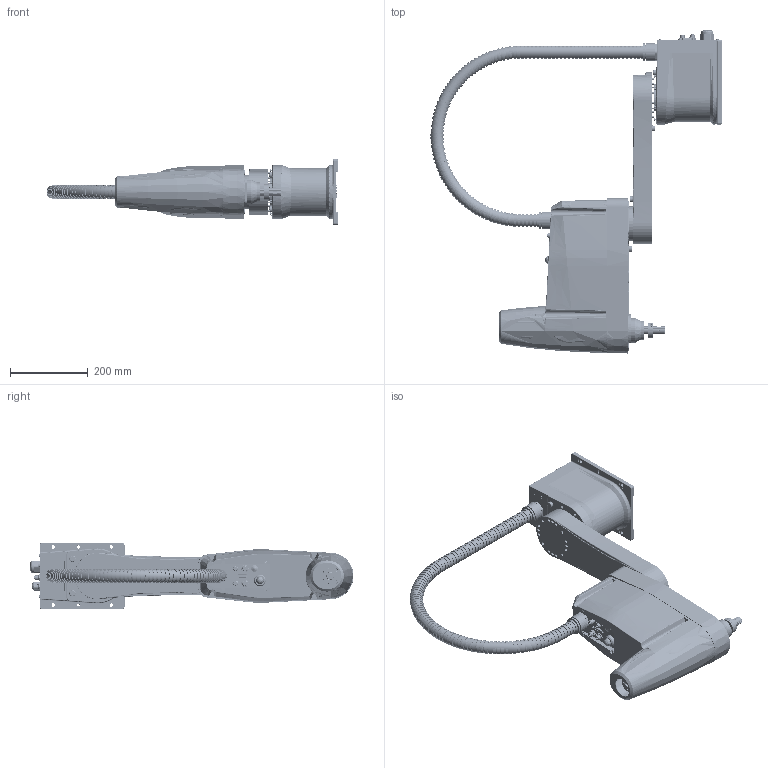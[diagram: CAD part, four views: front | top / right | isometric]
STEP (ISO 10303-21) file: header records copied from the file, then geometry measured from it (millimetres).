
FILE_DESCRIPTION (( 'STEP AP203' ), '1' );
FILE_NAME ('TM6-R600杅耀祥湍logo.STEP', '2021-06-24T05:15:41', ( '' ), ( '' ), 'SwSTEP 2.0', 'SolidWorks 2017', '' );
FILE_SCHEMA (( 'CONFIG_CONTROL_DESIGN' ));
Length unit declared in the file: millimetre
Products named in the file (6): ｸｴｼ J3^TM6-R600ﾎﾞlogo; TM6-R600杅耀祥湍logo; ｸｴｼ (2) J1^TM6-R600ﾎﾞlogo; ｸｴｼ 600-J2^TM6-R600ﾎﾞlogo; ｸｴｼ 600ﾀﾋｹﾜﾏﾟﾊTM6-R600ﾎﾞlogo; ｸｴｼ J4^TM6-R600ﾎﾞlogo
Assembly tree (5 placements, depth 2):
  TM6-R600杅耀祥湍logo
    ｸｴｼ (2) J1^TM6-R600ﾎﾞlogo
    ｸｴｼ 600-J2^TM6-R600ﾎﾞlogo
    ｸｴｼ J3^TM6-R600ﾎﾞlogo
    ｸｴｼ J4^TM6-R600ﾎﾞlogo
    ｸｴｼ 600ﾀﾋｹﾜﾏﾟﾊTM6-R600ﾎﾞlogo
Bounding box: 751.14 x 833.77 x 170 mm (x, y, z)
Volume: 2490721.8 mm3; surface area: 1751413.4 mm2
Topology: 10 solids, 95 shells, 5916 faces, 14370 edges, 9082 vertices
Faces by surface type: plane 2162, cylinder 1739, bspline 1365, cone 647, sphere 3
Entity records: 257794 total; most frequent: CARTESIAN_POINT 128331, ORIENTED_EDGE 28517, DIRECTION 24049, EDGE_CURVE 14277, VERTEX_POINT 9082, AXIS2_PLACEMENT_3D 8923, EDGE_LOOP 6611, VECTOR 6203
